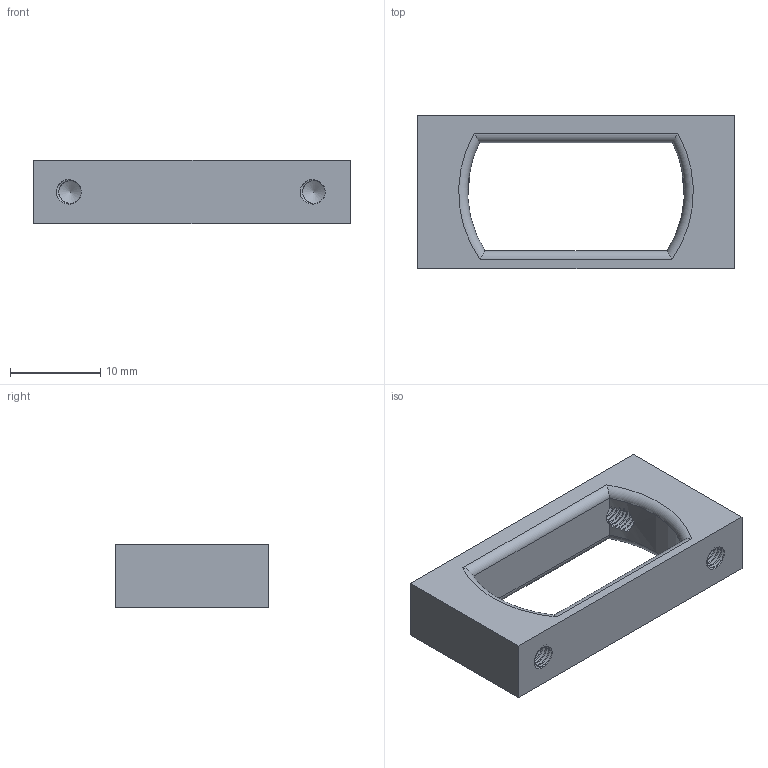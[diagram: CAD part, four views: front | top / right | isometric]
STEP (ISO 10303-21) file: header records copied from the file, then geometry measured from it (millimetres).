
FILE_DESCRIPTION(('FreeCAD Model'),'2;1');
FILE_NAME('Open CASCADE Shape Model','2023-04-25T12:32:26',(''),(''), 'Open CASCADE STEP processor 7.6','FreeCAD','Unknown');
FILE_SCHEMA(('AUTOMOTIVE_DESIGN { 1 0 10303 214 1 1 1 1 }'));
Products named in the file (1): 1308 middle
Bounding box: 35 x 17 x 7 mm (x, y, z)
Volume: 2096.2 mm3; surface area: 2013.6 mm2
Topology: 1 solids, 1 shells, 218 faces, 499 edges, 281 vertices
Faces by surface type: bspline 143, cylinder 55, plane 11, cone 5, torus 4
Full cylindrical faces by diameter (mm): 2.52 x32
Entity records: 42447 total; most frequent: CARTESIAN_POINT 34132, ORIENTED_EDGE 994, PCURVE 994, DEFINITIONAL_REPRESENTATION 994, DIRECTION 881, B_SPLINE_CURVE_WITH_KNOTS 779, LINE 675, VECTOR 675
